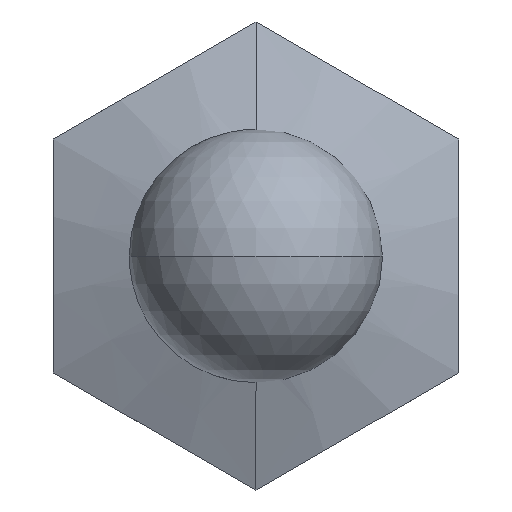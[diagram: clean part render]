
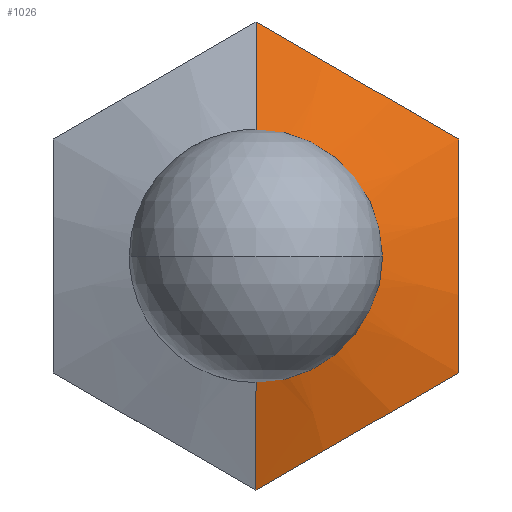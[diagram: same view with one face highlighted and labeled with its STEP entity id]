
A CAD part, front view. The second image highlights one B-rep face of the part: STEP entity #1026.
In plain terms, the highlighted conical face has half-angle 70 degrees and reference radius 13.9 mm.
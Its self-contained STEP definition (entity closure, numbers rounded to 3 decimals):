
#8 = CARTESIAN_POINT ( 'NONE',  ( 6., -8.378, -10.392 ) ) ;
#17 = CARTESIAN_POINT ( 'NONE',  ( 12., -7.641, -6.928 ) ) ;
#20 = DIRECTION ( 'NONE',  ( 0., 1., 0. ) ) ;
#42 = EDGE_CURVE ( 'NONE', #830, #217, #352, .T. ) ;
#49 = CARTESIAN_POINT ( 'NONE',  ( 12., -8.316, 1.167 ) ) ;
#71 = VERTEX_POINT ( 'NONE', #740 ) ;
#76 = EDGE_CURVE ( 'NONE', #106, #71, #543, .T. ) ;
#92 = ORIENTED_EDGE ( 'NONE', *, *, #303, .T. ) ;
#103 = CARTESIAN_POINT ( 'NONE',  ( 0., -10.5, 0. ) ) ;
#106 = VERTEX_POINT ( 'NONE', #670 ) ;
#123 = ORIENTED_EDGE ( 'NONE', *, *, #634, .F. ) ;
#149 = CARTESIAN_POINT ( 'NONE',  ( 12., -7.641, 6.928 ) ) ;
#158 = CONICAL_SURFACE ( 'NONE', #833, 13.9, 1.222 ) ;
#159 = CARTESIAN_POINT ( 'NONE',  ( 10., -8.021, -8.083 ) ) ;
#164 = CARTESIAN_POINT ( 'NONE',  ( 0., -7.641, 13.856 ) ) ;
#171 = CARTESIAN_POINT ( 'NONE',  ( 0., -7.625, -13.9 ) ) ;
#199 = DIRECTION ( 'NONE',  ( 0., 0., 1. ) ) ;
#200 = CARTESIAN_POINT ( 'NONE',  ( 2., -8.021, 12.702 ) ) ;
#209 = CARTESIAN_POINT ( 'NONE',  ( 12., -8.317, -1.145 ) ) ;
#217 = VERTEX_POINT ( 'NONE', #301 ) ;
#220 = CARTESIAN_POINT ( 'NONE',  ( 12., -7.641, -6.928 ) ) ;
#274 = LINE ( 'NONE', #358, #436 ) ;
#291 = CARTESIAN_POINT ( 'NONE',  ( 1., -7.851, 13.279 ) ) ;
#301 = CARTESIAN_POINT ( 'NONE',  ( 12., -7.641, -6.928 ) ) ;
#303 = EDGE_CURVE ( 'NONE', #217, #900, #454, .T. ) ;
#335 = ORIENTED_EDGE ( 'NONE', *, *, #792, .T. ) ;
#352 = B_SPLINE_CURVE_WITH_KNOTS ( 'NONE', 3,
 ( #902, #803, #389, #397, #8, #393, #159, #666, #17 ),
 .UNSPECIFIED., .F., .F.,
 ( 4, 2, 1, 2, 4 ),
 ( 0., 0.003, 0.007, 0.01, 0.014 ),
 .UNSPECIFIED. ) ;
#358 = CARTESIAN_POINT ( 'NONE',  ( 0., -7.625, 13.9 ) ) ;
#370 = B_SPLINE_CURVE_WITH_KNOTS ( 'NONE', 3,
 ( #149, #631, #878, #774, #620, #444, #200, #291, #782 ),
 .UNSPECIFIED., .F., .F.,
 ( 4, 2, 1, 2, 4 ),
 ( 0., 0.003, 0.007, 0.01, 0.014 ),
 .UNSPECIFIED. ) ;
#389 = CARTESIAN_POINT ( 'NONE',  ( 2., -8.021, -12.702 ) ) ;
#393 = CARTESIAN_POINT ( 'NONE',  ( 8., -8.254, -9.238 ) ) ;
#397 = CARTESIAN_POINT ( 'NONE',  ( 4., -8.254, -11.547 ) ) ;
#434 = DIRECTION ( 'NONE',  ( 0., 1., 0. ) ) ;
#436 = VECTOR ( 'NONE', #614, 1000. ) ;
#444 = CARTESIAN_POINT ( 'NONE',  ( 4., -8.254, 11.547 ) ) ;
#454 = B_SPLINE_CURVE_WITH_KNOTS ( 'NONE', 3,
 ( #220, #948, #793, #464, #209, #49, #547, #532, #790, #855 ),
 .UNSPECIFIED., .F., .F.,
 ( 4, 2, 2, 2, 4 ),
 ( 0.012, 0.015, 0.019, 0.022, 0.026 ),
 .UNSPECIFIED. ) ;
#460 = ORIENTED_EDGE ( 'NONE', *, *, #76, .T. ) ;
#464 = CARTESIAN_POINT ( 'NONE',  ( 12., -8.255, -2.301 ) ) ;
#504 = DIRECTION ( 'NONE',  ( 0., 0., 1. ) ) ;
#532 = CARTESIAN_POINT ( 'NONE',  ( 12., -8.02, 4.626 ) ) ;
#543 = CIRCLE ( 'NONE', #871, 6. ) ;
#544 = ORIENTED_EDGE ( 'NONE', *, *, #42, .T. ) ;
#547 = CARTESIAN_POINT ( 'NONE',  ( 12., -8.254, 2.321 ) ) ;
#553 = VECTOR ( 'NONE', #747, 1000. ) ;
#582 = EDGE_CURVE ( 'NONE', #900, #995, #370, .T. ) ;
#614 = DIRECTION ( 'NONE',  ( 0., 0.342, 0.94 ) ) ;
#620 = CARTESIAN_POINT ( 'NONE',  ( 6., -8.378, 10.392 ) ) ;
#631 = CARTESIAN_POINT ( 'NONE',  ( 11., -7.851, 7.506 ) ) ;
#634 = EDGE_CURVE ( 'NONE', #106, #995, #274, .T. ) ;
#658 = CARTESIAN_POINT ( 'NONE',  ( 12., -7.641, 6.928 ) ) ;
#666 = CARTESIAN_POINT ( 'NONE',  ( 11., -7.851, -7.506 ) ) ;
#670 = CARTESIAN_POINT ( 'NONE',  ( 0., -10.5, 6. ) ) ;
#698 = CARTESIAN_POINT ( 'NONE',  ( 0., -7.625, 0. ) ) ;
#740 = CARTESIAN_POINT ( 'NONE',  ( 0., -10.5, -6. ) ) ;
#747 = DIRECTION ( 'NONE',  ( 0., 0.342, -0.94 ) ) ;
#756 = CARTESIAN_POINT ( 'NONE',  ( 0., -7.641, -13.856 ) ) ;
#771 = EDGE_LOOP ( 'NONE', ( #460, #335, #544, #92, #917, #123 ) ) ;
#774 = CARTESIAN_POINT ( 'NONE',  ( 8., -8.254, 9.238 ) ) ;
#782 = CARTESIAN_POINT ( 'NONE',  ( 0., -7.641, 13.856 ) ) ;
#790 = CARTESIAN_POINT ( 'NONE',  ( 12., -7.85, 5.778 ) ) ;
#792 = EDGE_CURVE ( 'NONE', #71, #830, #982, .T. ) ;
#793 = CARTESIAN_POINT ( 'NONE',  ( 12., -8.021, -4.618 ) ) ;
#803 = CARTESIAN_POINT ( 'NONE',  ( 1., -7.851, -13.279 ) ) ;
#830 = VERTEX_POINT ( 'NONE', #756 ) ;
#833 = AXIS2_PLACEMENT_3D ( 'NONE', #698, #434, #199 ) ;
#855 = CARTESIAN_POINT ( 'NONE',  ( 12., -7.641, 6.928 ) ) ;
#871 = AXIS2_PLACEMENT_3D ( 'NONE', #103, #20, #504 ) ;
#878 = CARTESIAN_POINT ( 'NONE',  ( 10., -8.021, 8.083 ) ) ;
#900 = VERTEX_POINT ( 'NONE', #658 ) ;
#902 = CARTESIAN_POINT ( 'NONE',  ( 0., -7.641, -13.856 ) ) ;
#917 = ORIENTED_EDGE ( 'NONE', *, *, #582, .T. ) ;
#948 = CARTESIAN_POINT ( 'NONE',  ( 12., -7.85, -5.78 ) ) ;
#982 = LINE ( 'NONE', #171, #553 ) ;
#995 = VERTEX_POINT ( 'NONE', #164 ) ;
#1026 = ADVANCED_FACE ( 'NONE', ( #1033 ), #158, .T. ) ;
#1033 = FACE_OUTER_BOUND ( 'NONE', #771, .T. ) ;
